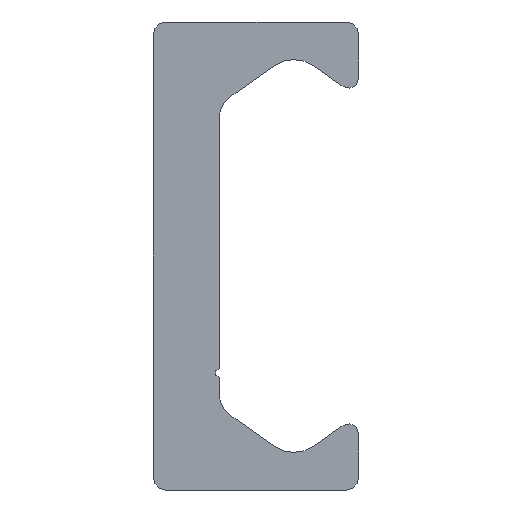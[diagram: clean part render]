
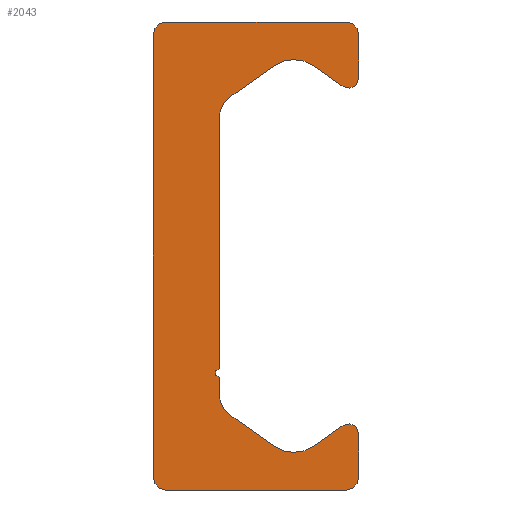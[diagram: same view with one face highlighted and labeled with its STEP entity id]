
A CAD part, left-side view. The second image highlights one B-rep face of the part: STEP entity #2043.
In plain terms, the highlighted planar face has unit normal (-1, 0, 0).
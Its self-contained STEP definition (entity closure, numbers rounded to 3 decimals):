
#1188=CARTESIAN_POINT('',(0.0,5.4,-14.));
#1189=VERTEX_POINT('',#1188);
#1196=CARTESIAN_POINT('',(0.0,6.15,-13.25));
#1197=VERTEX_POINT('',#1196);
#1198=CARTESIAN_POINT('',(0.0,5.4,-13.25));
#1199=DIRECTION('',(1.0,0.0,0.0));
#1200=DIRECTION('',(0.0,0.0,-1.0));
#1201=AXIS2_PLACEMENT_3D('',#1198,#1199,#1200);
#1202=CIRCLE('',#1201,0.75);
#1203=EDGE_CURVE('',#1189,#1197,#1202,.T.);
#1227=CARTESIAN_POINT('',(0.0,-5.4,-14.));
#1228=VERTEX_POINT('',#1227);
#1235=CARTESIAN_POINT('',(0.0,-5.4,-14.));
#1236=DIRECTION('',(0.0,1.0,0.0));
#1237=VECTOR('',#1236,10.8);
#1238=LINE('',#1235,#1237);
#1239=EDGE_CURVE('',#1228,#1189,#1238,.T.);
#1259=CARTESIAN_POINT('',(0.0,-6.15,-13.25));
#1260=VERTEX_POINT('',#1259);
#1267=CARTESIAN_POINT('',(0.0,-5.4,-13.25));
#1268=DIRECTION('',(1.0,0.0,0.0));
#1269=DIRECTION('',(0.0,-1.0,0.0));
#1270=AXIS2_PLACEMENT_3D('',#1267,#1268,#1269);
#1271=CIRCLE('',#1270,0.75);
#1272=EDGE_CURVE('',#1260,#1228,#1271,.T.);
#1291=CARTESIAN_POINT('',(0.0,-6.15,-10.63));
#1292=VERTEX_POINT('',#1291);
#1299=CARTESIAN_POINT('',(0.0,-6.15,-10.63));
#1300=DIRECTION('',(0.0,0.0,-1.0));
#1301=VECTOR('',#1300,2.62);
#1302=LINE('',#1299,#1301);
#1303=EDGE_CURVE('',#1292,#1260,#1302,.T.);
#1323=CARTESIAN_POINT('',(0.0,-5.206,-10.139));
#1324=VERTEX_POINT('',#1323);
#1331=CARTESIAN_POINT('',(0.0,-5.55,-10.63));
#1332=DIRECTION('',(1.0,0.0,0.0));
#1333=DIRECTION('',(0.0,0.574,0.819));
#1334=AXIS2_PLACEMENT_3D('',#1331,#1332,#1333);
#1335=CIRCLE('',#1334,0.6);
#1336=EDGE_CURVE('',#1324,#1292,#1335,.T.);
#1355=CARTESIAN_POINT('',(0.0,-3.417,-11.391));
#1356=VERTEX_POINT('',#1355);
#1363=CARTESIAN_POINT('',(0.0,-3.417,-11.391));
#1364=DIRECTION('',(0.0,-0.819,0.574));
#1365=VECTOR('',#1364,2.184);
#1366=LINE('',#1363,#1365);
#1367=EDGE_CURVE('',#1356,#1324,#1366,.T.);
#1387=CARTESIAN_POINT('',(0.0,-1.123,-11.391));
#1388=VERTEX_POINT('',#1387);
#1395=CARTESIAN_POINT('',(0.0,-2.27,-9.753));
#1396=DIRECTION('',(-1.0,0.0,0.0));
#1397=DIRECTION('',(0.0,0.574,0.819));
#1398=AXIS2_PLACEMENT_3D('',#1395,#1396,#1397);
#1399=CIRCLE('',#1398,2.0);
#1400=EDGE_CURVE('',#1388,#1356,#1399,.T.);
#1419=CARTESIAN_POINT('',(0.0,1.56,-9.512));
#1420=VERTEX_POINT('',#1419);
#1427=CARTESIAN_POINT('',(0.0,1.56,-9.512));
#1428=DIRECTION('',(0.0,-0.819,-0.574));
#1429=VECTOR('',#1428,3.276);
#1430=LINE('',#1427,#1429);
#1431=EDGE_CURVE('',#1420,#1388,#1430,.T.);
#1451=CARTESIAN_POINT('',(0.0,2.2,-8.283));
#1452=VERTEX_POINT('',#1451);
#1459=CARTESIAN_POINT('',(0.0,0.7,-8.283));
#1460=DIRECTION('',(-1.0,0.0,0.0));
#1461=DIRECTION('',(0.0,-0.574,0.819));
#1462=AXIS2_PLACEMENT_3D('',#1459,#1460,#1461);
#1463=CIRCLE('',#1462,1.5);
#1464=EDGE_CURVE('',#1452,#1420,#1463,.T.);
#1483=CARTESIAN_POINT('',(0.0,2.2,-7.25));
#1484=VERTEX_POINT('',#1483);
#1491=CARTESIAN_POINT('',(0.0,2.2,-7.25));
#1492=DIRECTION('',(0.0,0.0,-1.0));
#1493=VECTOR('',#1492,1.033);
#1494=LINE('',#1491,#1493);
#1495=EDGE_CURVE('',#1484,#1452,#1494,.T.);
#1515=CARTESIAN_POINT('',(0.0,2.2,-6.75));
#1516=VERTEX_POINT('',#1515);
#1523=CARTESIAN_POINT('',(0.0,2.2,-7.));
#1524=DIRECTION('',(-1.0,0.0,0.0));
#1525=DIRECTION('',(0.0,0.0,1.0));
#1526=AXIS2_PLACEMENT_3D('',#1523,#1524,#1525);
#1527=CIRCLE('',#1526,0.25);
#1528=EDGE_CURVE('',#1516,#1484,#1527,.T.);
#1547=CARTESIAN_POINT('',(0.0,2.2,8.283));
#1548=VERTEX_POINT('',#1547);
#1555=CARTESIAN_POINT('',(0.0,2.2,8.283));
#1556=DIRECTION('',(0.0,0.0,-1.0));
#1557=VECTOR('',#1556,15.033);
#1558=LINE('',#1555,#1557);
#1559=EDGE_CURVE('',#1548,#1516,#1558,.T.);
#1648=CARTESIAN_POINT('',(0.0,1.56,9.512));
#1649=VERTEX_POINT('',#1648);
#1656=CARTESIAN_POINT('',(0.0,0.7,8.283));
#1657=DIRECTION('',(-1.0,0.0,0.0));
#1658=DIRECTION('',(0.0,-1.0,0.0));
#1659=AXIS2_PLACEMENT_3D('',#1656,#1657,#1658);
#1660=CIRCLE('',#1659,1.5);
#1661=EDGE_CURVE('',#1649,#1548,#1660,.T.);
#1680=CARTESIAN_POINT('',(0.0,-1.123,11.391));
#1681=VERTEX_POINT('',#1680);
#1688=CARTESIAN_POINT('',(0.0,-1.123,11.391));
#1689=DIRECTION('',(0.0,0.819,-0.574));
#1690=VECTOR('',#1689,3.276);
#1691=LINE('',#1688,#1690);
#1692=EDGE_CURVE('',#1681,#1649,#1691,.T.);
#1712=CARTESIAN_POINT('',(0.0,-3.417,11.391));
#1713=VERTEX_POINT('',#1712);
#1720=CARTESIAN_POINT('',(0.0,-2.27,9.753));
#1721=DIRECTION('',(-1.0,0.0,0.0));
#1722=DIRECTION('',(0.0,-0.574,-0.819));
#1723=AXIS2_PLACEMENT_3D('',#1720,#1721,#1722);
#1724=CIRCLE('',#1723,2.0);
#1725=EDGE_CURVE('',#1713,#1681,#1724,.T.);
#1744=CARTESIAN_POINT('',(0.0,-5.206,10.139));
#1745=VERTEX_POINT('',#1744);
#1752=CARTESIAN_POINT('',(0.0,-5.206,10.139));
#1753=DIRECTION('',(0.0,0.819,0.574));
#1754=VECTOR('',#1753,2.184);
#1755=LINE('',#1752,#1754);
#1756=EDGE_CURVE('',#1745,#1713,#1755,.T.);
#1776=CARTESIAN_POINT('',(0.0,-6.15,10.63));
#1777=VERTEX_POINT('',#1776);
#1784=CARTESIAN_POINT('',(0.0,-5.55,10.63));
#1785=DIRECTION('',(1.0,0.0,0.0));
#1786=DIRECTION('',(0.0,-1.0,0.0));
#1787=AXIS2_PLACEMENT_3D('',#1784,#1785,#1786);
#1788=CIRCLE('',#1787,0.6);
#1789=EDGE_CURVE('',#1777,#1745,#1788,.T.);
#1808=CARTESIAN_POINT('',(0.0,-6.15,13.25));
#1809=VERTEX_POINT('',#1808);
#1816=CARTESIAN_POINT('',(0.0,-6.15,13.25));
#1817=DIRECTION('',(0.0,0.0,-1.0));
#1818=VECTOR('',#1817,2.62);
#1819=LINE('',#1816,#1818);
#1820=EDGE_CURVE('',#1809,#1777,#1819,.T.);
#1840=CARTESIAN_POINT('',(0.0,-5.4,14.));
#1841=VERTEX_POINT('',#1840);
#1848=CARTESIAN_POINT('',(0.0,-5.4,13.25));
#1849=DIRECTION('',(1.0,0.0,0.0));
#1850=DIRECTION('',(0.0,0.0,1.0));
#1851=AXIS2_PLACEMENT_3D('',#1848,#1849,#1850);
#1852=CIRCLE('',#1851,0.75);
#1853=EDGE_CURVE('',#1841,#1809,#1852,.T.);
#1872=CARTESIAN_POINT('',(0.0,5.4,14.));
#1873=VERTEX_POINT('',#1872);
#1880=CARTESIAN_POINT('',(0.0,5.4,14.));
#1881=DIRECTION('',(0.0,-1.0,0.0));
#1882=VECTOR('',#1881,10.8);
#1883=LINE('',#1880,#1882);
#1884=EDGE_CURVE('',#1873,#1841,#1883,.T.);
#1904=CARTESIAN_POINT('',(0.0,6.15,13.25));
#1905=VERTEX_POINT('',#1904);
#1912=CARTESIAN_POINT('',(0.0,5.4,13.25));
#1913=DIRECTION('',(1.0,0.0,0.0));
#1914=DIRECTION('',(0.0,1.0,0.0));
#1915=AXIS2_PLACEMENT_3D('',#1912,#1913,#1914);
#1916=CIRCLE('',#1915,0.75);
#1917=EDGE_CURVE('',#1905,#1873,#1916,.T.);
#1935=CARTESIAN_POINT('',(0.0,6.15,-13.25));
#1936=DIRECTION('',(0.0,0.0,1.0));
#1937=VECTOR('',#1936,26.5);
#1938=LINE('',#1935,#1937);
#1939=EDGE_CURVE('',#1197,#1905,#1938,.T.);
#2014=CARTESIAN_POINT('',(0.0,1.352,-0.021));
#2015=DIRECTION('',(1.0,0.0,0.0));
#2016=DIRECTION('',(0.0,0.0,-1.0));
#2017=AXIS2_PLACEMENT_3D('',#2014,#2015,#2016);
#2018=PLANE('',#2017);
#2019=ORIENTED_EDGE('',*,*,#1939,.F.);
#2020=ORIENTED_EDGE('',*,*,#1203,.F.);
#2021=ORIENTED_EDGE('',*,*,#1239,.F.);
#2022=ORIENTED_EDGE('',*,*,#1272,.F.);
#2023=ORIENTED_EDGE('',*,*,#1303,.F.);
#2024=ORIENTED_EDGE('',*,*,#1336,.F.);
#2025=ORIENTED_EDGE('',*,*,#1367,.F.);
#2026=ORIENTED_EDGE('',*,*,#1400,.F.);
#2027=ORIENTED_EDGE('',*,*,#1431,.F.);
#2028=ORIENTED_EDGE('',*,*,#1464,.F.);
#2029=ORIENTED_EDGE('',*,*,#1495,.F.);
#2030=ORIENTED_EDGE('',*,*,#1528,.F.);
#2031=ORIENTED_EDGE('',*,*,#1559,.F.);
#2032=ORIENTED_EDGE('',*,*,#1661,.F.);
#2033=ORIENTED_EDGE('',*,*,#1692,.F.);
#2034=ORIENTED_EDGE('',*,*,#1725,.F.);
#2035=ORIENTED_EDGE('',*,*,#1756,.F.);
#2036=ORIENTED_EDGE('',*,*,#1789,.F.);
#2037=ORIENTED_EDGE('',*,*,#1820,.F.);
#2038=ORIENTED_EDGE('',*,*,#1853,.F.);
#2039=ORIENTED_EDGE('',*,*,#1884,.F.);
#2040=ORIENTED_EDGE('',*,*,#1917,.F.);
#2041=EDGE_LOOP('',(#2019,#2020,#2021,#2022,#2023,#2024,#2025,#2026,#2027,#2028,#2029,#2030,#2031,#2032,#2033,#2034,#2035,#2036,#2037,#2038,#2039,#2040));
#2042=FACE_OUTER_BOUND('',#2041,.T.);
#2043=ADVANCED_FACE('',(#2042),#2018,.F.);
